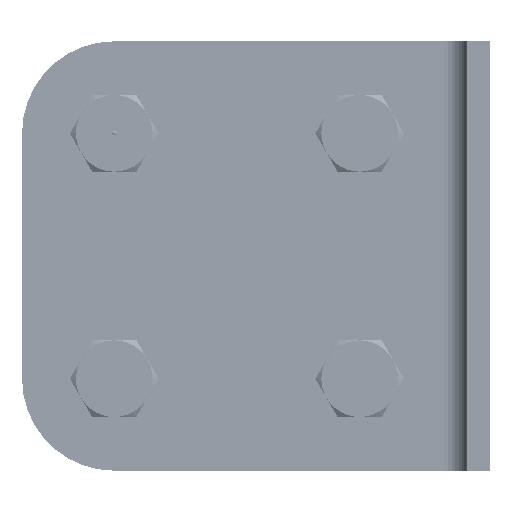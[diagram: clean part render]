
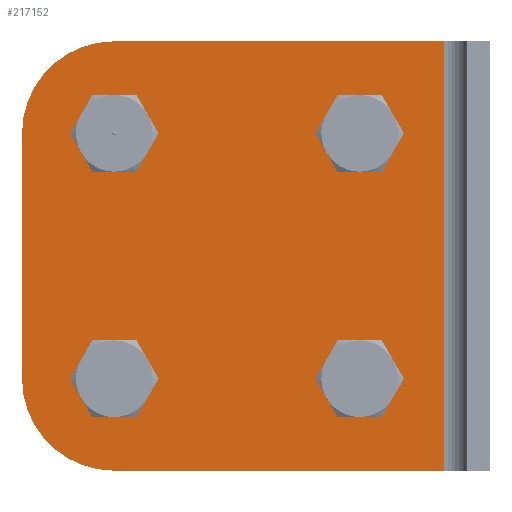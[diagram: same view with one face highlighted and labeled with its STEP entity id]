
A CAD part, left-side view. The second image highlights one B-rep face of the part: STEP entity #217152.
In plain terms, the highlighted planar face has unit normal (-1, 0, 0).
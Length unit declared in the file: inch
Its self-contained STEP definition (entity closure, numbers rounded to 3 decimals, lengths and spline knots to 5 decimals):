
#6450 = VERTEX_POINT ( 'NONE', #242088 ) ;
#6856 = AXIS2_PLACEMENT_3D ( 'NONE', #160506, #239988, #319080 ) ;
#7911 = ORIENTED_EDGE ( 'NONE', *, *, #402492, .F. ) ;
#10287 = AXIS2_PLACEMENT_3D ( 'NONE', #330476, #166910, #368898 ) ;
#12229 = DIRECTION ( 'NONE',  ( 1., 0., 0. ) ) ;
#19099 = ORIENTED_EDGE ( 'NONE', *, *, #110202, .F. ) ;
#34508 = CARTESIAN_POINT ( 'NONE',  ( -10.874, 0.005, -5.5 ) ) ;
#35977 = DIRECTION ( 'NONE',  ( 0., -1., 0. ) ) ;
#46017 = CIRCLE ( 'NONE', #78446, 1.5 ) ;
#48300 = FACE_BOUND ( 'NONE', #373887, .T. ) ;
#50796 = FACE_BOUND ( 'NONE', #152434, .T. ) ;
#53506 = LINE ( 'NONE', #478265, #413887 ) ;
#57122 = CARTESIAN_POINT ( 'NONE',  ( -10.874, 1.505, -5.5 ) ) ;
#58892 = DIRECTION ( 'NONE',  ( 0., 1., 0. ) ) ;
#59588 = VERTEX_POINT ( 'NONE', #167264 ) ;
#60405 = CARTESIAN_POINT ( 'NONE',  ( -10.874, 1.505, 0. ) ) ;
#63965 = VERTEX_POINT ( 'NONE', #60405 ) ;
#64321 = CARTESIAN_POINT ( 'NONE',  ( -10.874, -4., -4. ) ) ;
#71227 = DIRECTION ( 'NONE',  ( -1., 0., 0. ) ) ;
#75813 = AXIS2_PLACEMENT_3D ( 'NONE', #404294, #279044, #365849 ) ;
#78147 = VECTOR ( 'NONE', #431029, 39.37008 ) ;
#78446 = AXIS2_PLACEMENT_3D ( 'NONE', #451024, #379313, #300025 ) ;
#82059 = ORIENTED_EDGE ( 'NONE', *, *, #387997, .F. ) ;
#87753 = ORIENTED_EDGE ( 'NONE', *, *, #402503, .F. ) ;
#90736 = AXIS2_PLACEMENT_3D ( 'NONE', #166496, #325085, #58892 ) ;
#93497 = CARTESIAN_POINT ( 'NONE',  ( -10.874, -5.375, -5.5 ) ) ;
#102702 = AXIS2_PLACEMENT_3D ( 'NONE', #64321, #143530, #35977 ) ;
#107112 = ORIENTED_EDGE ( 'NONE', *, *, #466871, .F. ) ;
#110202 = EDGE_CURVE ( 'NONE', #233025, #423905, #354222, .T. ) ;
#117930 = EDGE_CURVE ( 'NONE', #499394, #214121, #372292, .T. ) ;
#127511 = PLANE ( 'NONE',  #312868 ) ;
#130031 = CARTESIAN_POINT ( 'NONE',  ( -10.874, 1.505, 1.5 ) ) ;
#139631 = EDGE_CURVE ( 'NONE', #213272, #423905, #446030, .T. ) ;
#140677 = VERTEX_POINT ( 'NONE', #363158 ) ;
#142196 = CARTESIAN_POINT ( 'NONE',  ( -10.874, 0.005, 1.5 ) ) ;
#143530 = DIRECTION ( 'NONE',  ( -1., 0., 0. ) ) ;
#152434 = EDGE_LOOP ( 'NONE', ( #7911, #490989 ) ) ;
#160506 = CARTESIAN_POINT ( 'NONE',  ( -10.874, 0., 0. ) ) ;
#165656 = CIRCLE ( 'NONE', #75813, 0.453 ) ;
#166496 = CARTESIAN_POINT ( 'NONE',  ( -10.874, 0.005, -4. ) ) ;
#166910 = DIRECTION ( 'NONE',  ( -1., 0., 0. ) ) ;
#167264 = CARTESIAN_POINT ( 'NONE',  ( -10.874, -0.453, 0. ) ) ;
#170337 = CARTESIAN_POINT ( 'NONE',  ( -10.874, -4.453, 0. ) ) ;
#175795 = EDGE_LOOP ( 'NONE', ( #107112, #87753 ) ) ;
#177790 = DIRECTION ( 'NONE',  ( -1., 0., 0. ) ) ;
#179012 = DIRECTION ( 'NONE',  ( -1., 0., 0. ) ) ;
#179705 = EDGE_CURVE ( 'NONE', #364448, #63965, #46017, .T. ) ;
#181490 = DIRECTION ( 'NONE',  ( 0., -1., 0. ) ) ;
#185075 = CARTESIAN_POINT ( 'NONE',  ( -10.874, 0.453, 0. ) ) ;
#187459 = ORIENTED_EDGE ( 'NONE', *, *, #431906, .T. ) ;
#187971 = CARTESIAN_POINT ( 'NONE',  ( -10.874, 0., 0. ) ) ;
#196583 = CARTESIAN_POINT ( 'NONE',  ( -10.874, -4., 0. ) ) ;
#204408 = FACE_BOUND ( 'NONE', #175795, .T. ) ;
#208807 = LINE ( 'NONE', #364768, #499147 ) ;
#209720 = DIRECTION ( 'NONE',  ( 0., 0., -1. ) ) ;
#210750 = EDGE_CURVE ( 'NONE', #241551, #140677, #291560, .T. ) ;
#211341 = CIRCLE ( 'NONE', #6856, 0.453 ) ;
#213272 = VERTEX_POINT ( 'NONE', #34508 ) ;
#214121 = VERTEX_POINT ( 'NONE', #504196 ) ;
#217152 = ADVANCED_FACE ( 'NONE', ( #204408, #48300, #401408, #50796, #470463 ), #127511, .F. ) ;
#217608 = ORIENTED_EDGE ( 'NONE', *, *, #210750, .F. ) ;
#232947 = EDGE_CURVE ( 'NONE', #59588, #363860, #211341, .T. ) ;
#233025 = VERTEX_POINT ( 'NONE', #349976 ) ;
#236578 = AXIS2_PLACEMENT_3D ( 'NONE', #187971, #177790, #454004 ) ;
#238223 = ORIENTED_EDGE ( 'NONE', *, *, #232947, .F. ) ;
#239613 = VECTOR ( 'NONE', #330813, 39.37008 ) ;
#239988 = DIRECTION ( 'NONE',  ( -1., 0., 0. ) ) ;
#241551 = VERTEX_POINT ( 'NONE', #170337 ) ;
#242088 = CARTESIAN_POINT ( 'NONE',  ( -10.874, -0.453, -4. ) ) ;
#242100 = DIRECTION ( 'NONE',  ( 0., -1., 0. ) ) ;
#254966 = ORIENTED_EDGE ( 'NONE', *, *, #458428, .F. ) ;
#258237 = DIRECTION ( 'NONE',  ( -1., 0., 0. ) ) ;
#260300 = ORIENTED_EDGE ( 'NONE', *, *, #430852, .F. ) ;
#260769 = CARTESIAN_POINT ( 'NONE',  ( -10.874, -4., 0. ) ) ;
#278664 = DIRECTION ( 'NONE',  ( 0., 1., 0. ) ) ;
#279044 = DIRECTION ( 'NONE',  ( -1., 0., 0. ) ) ;
#285789 = AXIS2_PLACEMENT_3D ( 'NONE', #375871, #179012, #334944 ) ;
#291448 = EDGE_CURVE ( 'NONE', #63965, #382236, #53506, .T. ) ;
#291560 = CIRCLE ( 'NONE', #414242, 0.453 ) ;
#293527 = CARTESIAN_POINT ( 'NONE',  ( -10.874, 1.505, -4. ) ) ;
#297058 = CARTESIAN_POINT ( 'NONE',  ( -10.874, 0.453, -4. ) ) ;
#298209 = ORIENTED_EDGE ( 'NONE', *, *, #291448, .T. ) ;
#300025 = DIRECTION ( 'NONE',  ( 0., 1., 0. ) ) ;
#312868 = AXIS2_PLACEMENT_3D ( 'NONE', #130031, #12229, #278664 ) ;
#319080 = DIRECTION ( 'NONE',  ( 0., -1., 0. ) ) ;
#321172 = CIRCLE ( 'NONE', #411086, 0.453 ) ;
#325085 = DIRECTION ( 'NONE',  ( -1., 0., 0. ) ) ;
#330024 = ORIENTED_EDGE ( 'NONE', *, *, #179705, .T. ) ;
#330476 = CARTESIAN_POINT ( 'NONE',  ( -10.874, -4., -4. ) ) ;
#330813 = DIRECTION ( 'NONE',  ( 0., -1., 0. ) ) ;
#334944 = DIRECTION ( 'NONE',  ( 0., -1., 0. ) ) ;
#349976 = CARTESIAN_POINT ( 'NONE',  ( -10.874, -5.375, 1.5 ) ) ;
#352558 = DIRECTION ( 'NONE',  ( 0., -1., 0. ) ) ;
#354222 = LINE ( 'NONE', #464269, #78147 ) ;
#363158 = CARTESIAN_POINT ( 'NONE',  ( -10.874, -3.547, 0. ) ) ;
#363860 = VERTEX_POINT ( 'NONE', #185075 ) ;
#364448 = VERTEX_POINT ( 'NONE', #142196 ) ;
#364768 = CARTESIAN_POINT ( 'NONE',  ( -10.874, 1.505, 1.5 ) ) ;
#365849 = DIRECTION ( 'NONE',  ( 0., -1., 0. ) ) ;
#368898 = DIRECTION ( 'NONE',  ( 0., -1., 0. ) ) ;
#372292 = CIRCLE ( 'NONE', #102702, 0.453 ) ;
#373887 = EDGE_LOOP ( 'NONE', ( #238223, #254966 ) ) ;
#375871 = CARTESIAN_POINT ( 'NONE',  ( -10.874, 0., -4. ) ) ;
#379313 = DIRECTION ( 'NONE',  ( -1., 0., 0. ) ) ;
#382236 = VERTEX_POINT ( 'NONE', #293527 ) ;
#387997 = EDGE_CURVE ( 'NONE', #140677, #241551, #321172, .T. ) ;
#388899 = ORIENTED_EDGE ( 'NONE', *, *, #139631, .T. ) ;
#394762 = CIRCLE ( 'NONE', #10287, 0.453 ) ;
#398483 = CARTESIAN_POINT ( 'NONE',  ( -10.874, -3.547, -4. ) ) ;
#400130 = CIRCLE ( 'NONE', #285789, 0.453 ) ;
#401408 = FACE_BOUND ( 'NONE', #414288, .T. ) ;
#402492 = EDGE_CURVE ( 'NONE', #214121, #499394, #394762, .T. ) ;
#402503 = EDGE_CURVE ( 'NONE', #413682, #6450, #165656, .T. ) ;
#404294 = CARTESIAN_POINT ( 'NONE',  ( -10.874, 0., -4. ) ) ;
#411086 = AXIS2_PLACEMENT_3D ( 'NONE', #260769, #258237, #181490 ) ;
#413682 = VERTEX_POINT ( 'NONE', #297058 ) ;
#413887 = VECTOR ( 'NONE', #209720, 39.37008 ) ;
#414242 = AXIS2_PLACEMENT_3D ( 'NONE', #196583, #71227, #352558 ) ;
#414288 = EDGE_LOOP ( 'NONE', ( #217608, #82059 ) ) ;
#417660 = CIRCLE ( 'NONE', #90736, 1.5 ) ;
#423905 = VERTEX_POINT ( 'NONE', #93497 ) ;
#430852 = EDGE_CURVE ( 'NONE', #364448, #233025, #208807, .T. ) ;
#431029 = DIRECTION ( 'NONE',  ( 0., 0., -1. ) ) ;
#431906 = EDGE_CURVE ( 'NONE', #382236, #213272, #417660, .T. ) ;
#440681 = CIRCLE ( 'NONE', #236578, 0.453 ) ;
#446030 = LINE ( 'NONE', #57122, #239613 ) ;
#451024 = CARTESIAN_POINT ( 'NONE',  ( -10.874, 0.005, 0. ) ) ;
#454004 = DIRECTION ( 'NONE',  ( 0., -1., 0. ) ) ;
#458428 = EDGE_CURVE ( 'NONE', #363860, #59588, #440681, .T. ) ;
#464269 = CARTESIAN_POINT ( 'NONE',  ( -10.874, -5.375, 1.5 ) ) ;
#466871 = EDGE_CURVE ( 'NONE', #6450, #413682, #400130, .T. ) ;
#470463 = FACE_OUTER_BOUND ( 'NONE', #497730, .T. ) ;
#478265 = CARTESIAN_POINT ( 'NONE',  ( -10.874, 1.505, 1.5 ) ) ;
#490989 = ORIENTED_EDGE ( 'NONE', *, *, #117930, .F. ) ;
#497730 = EDGE_LOOP ( 'NONE', ( #298209, #187459, #388899, #19099, #260300, #330024 ) ) ;
#499147 = VECTOR ( 'NONE', #242100, 39.37008 ) ;
#499394 = VERTEX_POINT ( 'NONE', #398483 ) ;
#504196 = CARTESIAN_POINT ( 'NONE',  ( -10.874, -4.453, -4. ) ) ;
